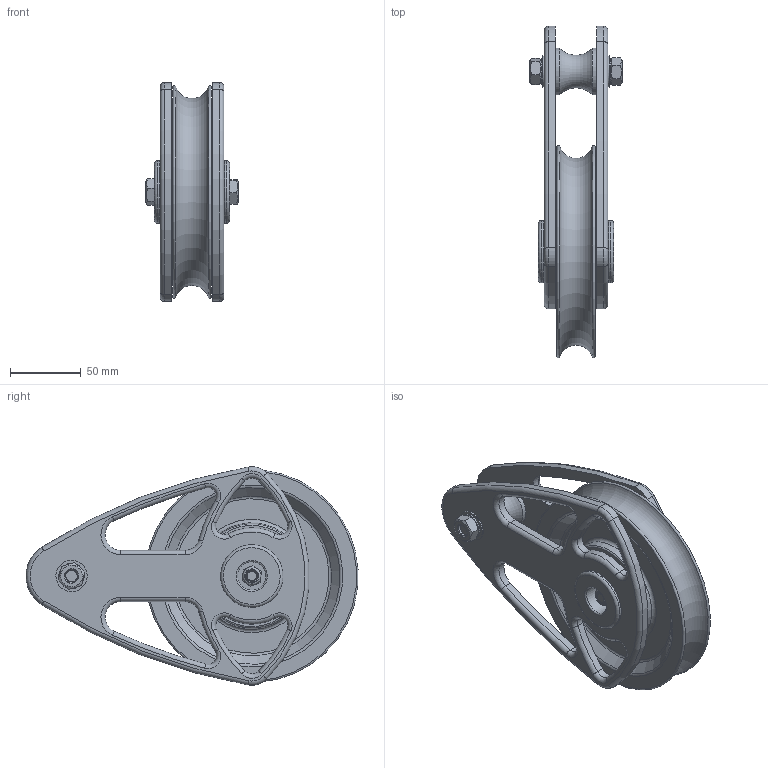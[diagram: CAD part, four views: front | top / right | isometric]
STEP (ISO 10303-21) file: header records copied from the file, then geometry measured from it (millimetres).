
FILE_DESCRIPTION(/* description */ (''),/* implementation_level */ '2;1');
FILE_NAME(/* name */ '910.155Z.stp',/* time_stamp */ '2022-02-08T12:23:53+01:00',/* author */ ('francesca'),/* organization */ (''),/* preprocessor_version */ 'ST-DEVELOPER v18.1',/* originating_system */ 'Autodesk Inventor 2021',/* authorisation */ '');
FILE_SCHEMA (('AUTOMOTIVE_DESIGN { 1 0 10303 214 3 1 1 }'));
Length unit declared in the file: millimetre
Products named in the file (1): 22020828
Bounding box: 65 x 233.93 x 154 mm (x, y, z)
Volume: 553239.6 mm3; surface area: 149247.2 mm2
Topology: 2 solids, 9 shells, 361 faces, 867 edges, 551 vertices
Faces by surface type: cylinder 102, torus 95, plane 73, sphere 56, cone 35
Full cylindrical faces by diameter (mm): 4.05 x1, 7.8 x3, 7.9 x1, 8.25 x2, 8.5 x2, 9 x1, 10 x2, 10.2 x2, 10.4 x2, 11.5 x1, 12.5 x1, 13 x1, 14 x2, 16 x2, 18 x2, 20 x2, 22 x2, 33 x2, 33.6 x2, 34 x3, 39.8 x1, 40 x1, 44 x2, 45 x2
Entity records: 10518 total; most frequent: DIRECTION 2067, CARTESIAN_POINT 1855, ORIENTED_EDGE 1618, AXIS2_PLACEMENT_3D 947, EDGE_CURVE 809, CIRCLE 585, VERTEX_POINT 551, EDGE_LOOP 480
